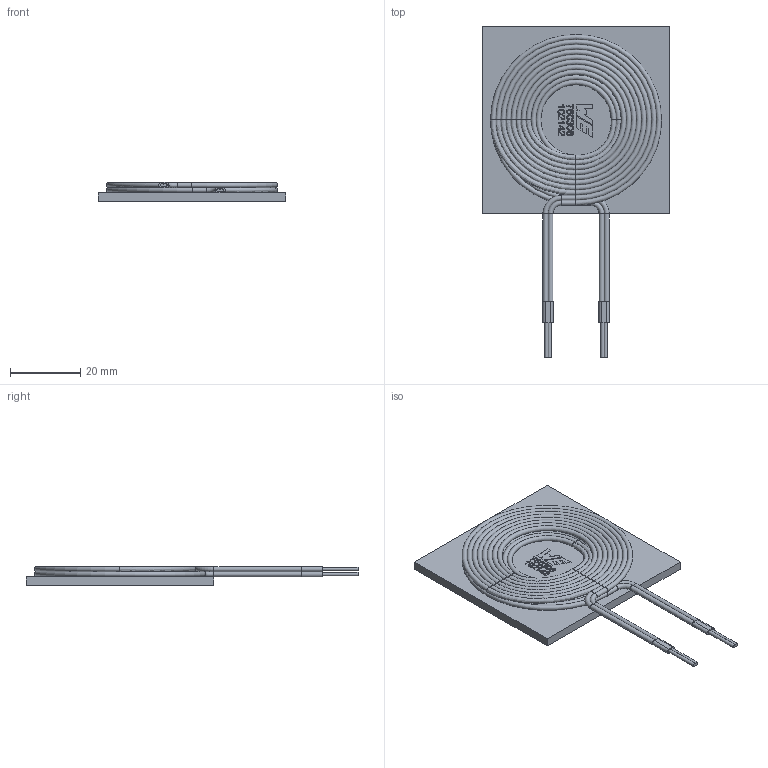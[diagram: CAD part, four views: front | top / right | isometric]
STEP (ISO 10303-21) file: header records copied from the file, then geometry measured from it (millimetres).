
FILE_DESCRIPTION(/* description */ ('Unknown'),/* implementation_level */ '2;1');
FILE_NAME(/* name */ 'L_Wurth_WE-WPCC-TX_760308102142',/* time_stamp */ '2025-04-18T17:08:21+08:00',/* author */ ('Unknown'),/* organization */ ('Unknown'),/* preprocessor_version */ 'ST-DEVELOPER v19.4',/* originating_system */ 'Solid Edge',/* authorisation */ 'Unknown');
FILE_SCHEMA (('AUTOMOTIVE_DESIGN {1 0 10303 214 3 1 1}'));
Length unit declared in the file: millimetre
Products named in the file (2): L_Wurth_WE-WPCC-TX_760308102142
Assembly tree (1 placements, depth 2):
  L_Wurth_WE-WPCC-TX_760308102142
    L_Wurth_WE-WPCC-TX_760308102142
Bounding box: 53.5 x 94.5 x 5.42 mm (x, y, z)
Volume: 10701.1 mm3; surface area: 15367.1 mm2
Topology: 2 solids, 2 shells, 186 faces, 432 edges, 273 vertices
Faces by surface type: plane 103, bspline 45, torus 22, cylinder 16
Entity records: 11922 total; most frequent: CARTESIAN_POINT 6766, ORIENTED_EDGE 846, DIRECTION 628, EDGE_CURVE 423, VERTEX_POINT 277, AXIS2_PLACEMENT_3D 227, FACE_BOUND 226, EDGE_LOOP 222
